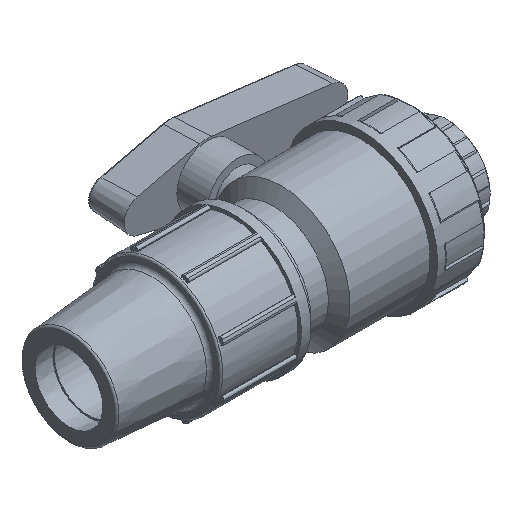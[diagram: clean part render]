
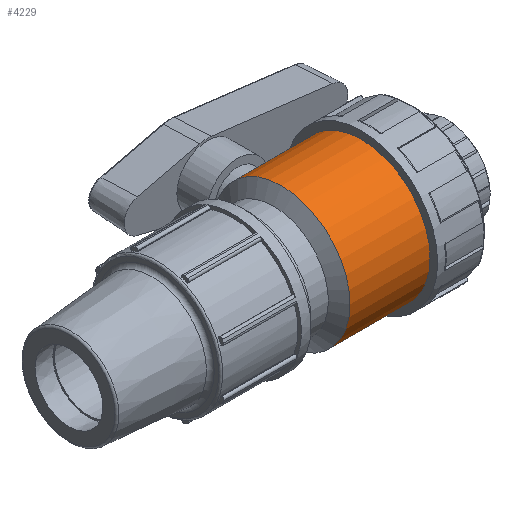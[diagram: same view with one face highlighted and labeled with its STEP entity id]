
A CAD part, isometric view. The second image highlights one B-rep face of the part: STEP entity #4229.
In plain terms, the highlighted cylindrical face has radius 20.25 mm (diameter 40.5 mm), a full revolution.
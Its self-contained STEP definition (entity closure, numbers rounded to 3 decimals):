
#96=FACE_BOUND('',#848,.T.);
#97=FACE_BOUND('',#849,.T.);
#275=B_SPLINE_CURVE_WITH_KNOTS('',3,(#7724,#7725,#7726,#7727,#7728,#7729,
#7730,#7731,#7732,#7733,#7734,#7735,#7736,#7737,#7738,#7739,#7740,#7741,
#7742,#7743,#7744,#7745,#7746,#7747,#7748,#7749,#7750,#7751,#7752,#7753,
#7754,#7755,#7756,#7757),.UNSPECIFIED.,.T.,.F.,(4,2,2,2,2,2,2,2,2,2,2,2,
2,2,2,2,4),(0.,0.256,0.513,0.769,1.026,
1.282,1.538,1.795,2.051,2.308,
2.564,2.82,3.077,3.333,3.589,
3.846,4.102),.UNSPECIFIED.);
#577=FACE_OUTER_BOUND('',#847,.T.);
#847=EDGE_LOOP('',(#3895));
#848=EDGE_LOOP('',(#3896));
#849=EDGE_LOOP('',(#3897));
#1614=CIRCLE('',#4719,20.25);
#1615=CIRCLE('',#4721,20.25);
#1875=VERTEX_POINT('',#7723);
#2027=VERTEX_POINT('',#8645);
#2028=VERTEX_POINT('',#8648);
#2430=EDGE_CURVE('',#1875,#1875,#275,.T.);
#2654=EDGE_CURVE('',#2027,#2027,#1614,.T.);
#2655=EDGE_CURVE('',#2028,#2028,#1615,.T.);
#3895=ORIENTED_EDGE('',*,*,#2655,.F.);
#3896=ORIENTED_EDGE('',*,*,#2430,.T.);
#3897=ORIENTED_EDGE('',*,*,#2654,.T.);
#3987=CYLINDRICAL_SURFACE('',#4720,20.25);
#4229=ADVANCED_FACE('',(#577,#96,#97),#3987,.T.);
#4719=AXIS2_PLACEMENT_3D('',#8646,#5940,#5941);
#4720=AXIS2_PLACEMENT_3D('',#8647,#5942,#5943);
#4721=AXIS2_PLACEMENT_3D('',#8649,#5944,#5945);
#5940=DIRECTION('center_axis',(-1.,0.,0.));
#5941=DIRECTION('ref_axis',(0.,0.,1.));
#5942=DIRECTION('center_axis',(-1.,0.,0.));
#5943=DIRECTION('ref_axis',(0.,1.,0.));
#5944=DIRECTION('center_axis',(-1.,0.,0.));
#5945=DIRECTION('ref_axis',(0.,0.,1.));
#7723=CARTESIAN_POINT('',(0.,19.092,6.75));
#7724=CARTESIAN_POINT('Ctrl Pts',(0.,19.092,6.75));
#7725=CARTESIAN_POINT('Ctrl Pts',(-0.855,19.092,6.75));
#7726=CARTESIAN_POINT('Ctrl Pts',(-1.762,19.155,6.578));
#7727=CARTESIAN_POINT('Ctrl Pts',(-3.423,19.379,5.887));
#7728=CARTESIAN_POINT('Ctrl Pts',(-4.177,19.535,5.369));
#7729=CARTESIAN_POINT('Ctrl Pts',(-5.368,19.824,4.177));
#7730=CARTESIAN_POINT('Ctrl Pts',(-5.887,19.976,3.423));
#7731=CARTESIAN_POINT('Ctrl Pts',(-6.578,20.191,1.762));
#7732=CARTESIAN_POINT('Ctrl Pts',(-6.75,20.25,0.854));
#7733=CARTESIAN_POINT('Ctrl Pts',(-6.75,20.25,-0.854));
#7734=CARTESIAN_POINT('Ctrl Pts',(-6.578,20.191,-1.762));
#7735=CARTESIAN_POINT('Ctrl Pts',(-5.887,19.976,-3.423));
#7736=CARTESIAN_POINT('Ctrl Pts',(-5.368,19.824,-4.177));
#7737=CARTESIAN_POINT('Ctrl Pts',(-4.177,19.535,-5.369));
#7738=CARTESIAN_POINT('Ctrl Pts',(-3.423,19.379,-5.887));
#7739=CARTESIAN_POINT('Ctrl Pts',(-1.762,19.155,-6.578));
#7740=CARTESIAN_POINT('Ctrl Pts',(-0.855,19.092,-6.75));
#7741=CARTESIAN_POINT('Ctrl Pts',(0.855,19.092,-6.75));
#7742=CARTESIAN_POINT('Ctrl Pts',(1.762,19.155,-6.578));
#7743=CARTESIAN_POINT('Ctrl Pts',(3.423,19.379,-5.887));
#7744=CARTESIAN_POINT('Ctrl Pts',(4.177,19.535,-5.369));
#7745=CARTESIAN_POINT('Ctrl Pts',(5.368,19.824,-4.177));
#7746=CARTESIAN_POINT('Ctrl Pts',(5.887,19.976,-3.423));
#7747=CARTESIAN_POINT('Ctrl Pts',(6.578,20.191,-1.762));
#7748=CARTESIAN_POINT('Ctrl Pts',(6.75,20.25,-0.854));
#7749=CARTESIAN_POINT('Ctrl Pts',(6.75,20.25,0.854));
#7750=CARTESIAN_POINT('Ctrl Pts',(6.578,20.191,1.762));
#7751=CARTESIAN_POINT('Ctrl Pts',(5.887,19.976,3.423));
#7752=CARTESIAN_POINT('Ctrl Pts',(5.368,19.824,4.177));
#7753=CARTESIAN_POINT('Ctrl Pts',(4.177,19.535,5.369));
#7754=CARTESIAN_POINT('Ctrl Pts',(3.423,19.379,5.887));
#7755=CARTESIAN_POINT('Ctrl Pts',(1.762,19.155,6.578));
#7756=CARTESIAN_POINT('Ctrl Pts',(0.855,19.092,6.75));
#7757=CARTESIAN_POINT('Ctrl Pts',(0.,19.092,
6.75));
#8645=CARTESIAN_POINT('',(11.833,20.25,0.));
#8646=CARTESIAN_POINT('Origin',(11.833,0.,
0.));
#8647=CARTESIAN_POINT('Origin',(0.,0.,0.));
#8648=CARTESIAN_POINT('',(-11.833,20.25,0.));
#8649=CARTESIAN_POINT('Origin',(-11.833,0.,
0.));
